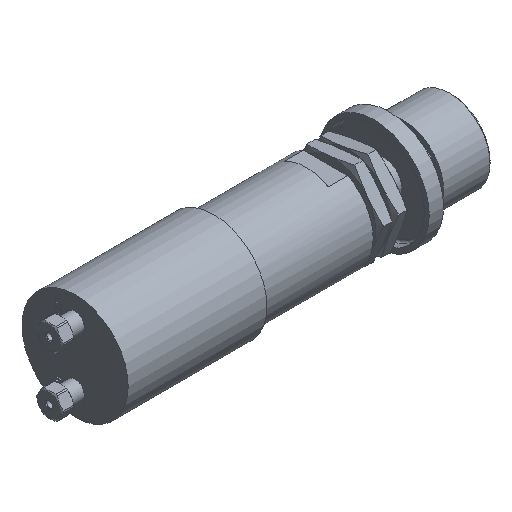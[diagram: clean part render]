
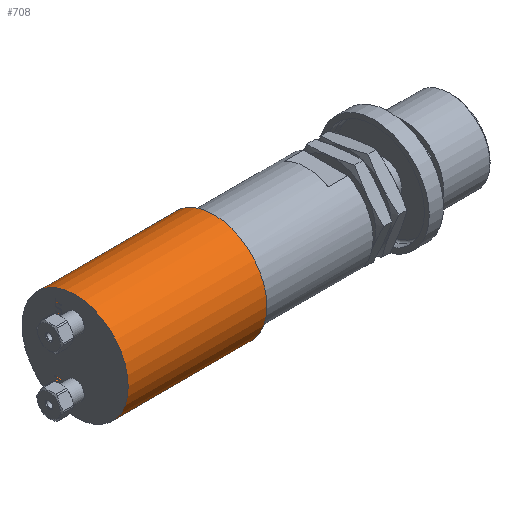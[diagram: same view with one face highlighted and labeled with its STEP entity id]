
A CAD part, isometric view. The second image highlights one B-rep face of the part: STEP entity #708.
In plain terms, the highlighted cylindrical face has radius 14.097 mm (diameter 28.194 mm), a full revolution.
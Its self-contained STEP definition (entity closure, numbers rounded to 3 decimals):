
#284=CARTESIAN_POINT('',(19.018,0.,-14.097));
#285=VERTEX_POINT('',#284);
#286=CARTESIAN_POINT('',(20.606,0.,-14.097));
#287=VERTEX_POINT('',#286);
#288=CARTESIAN_POINT('',(19.018,0.,-14.097));
#289=CARTESIAN_POINT('',(19.018,-0.1,-14.097));
#290=CARTESIAN_POINT('',(19.038,-0.206,-14.096));
#291=CARTESIAN_POINT('',(19.119,-0.402,-14.092));
#292=CARTESIAN_POINT('',(19.18,-0.491,-14.089));
#293=CARTESIAN_POINT('',(19.321,-0.632,-14.083));
#294=CARTESIAN_POINT('',(19.41,-0.693,-14.08));
#295=CARTESIAN_POINT('',(19.606,-0.774,-14.076));
#296=CARTESIAN_POINT('',(19.712,-0.794,-14.075));
#297=CARTESIAN_POINT('',(19.912,-0.794,-14.075));
#298=CARTESIAN_POINT('',(20.018,-0.774,-14.076));
#299=CARTESIAN_POINT('',(20.214,-0.693,-14.08));
#300=CARTESIAN_POINT('',(20.303,-0.632,-14.083));
#301=CARTESIAN_POINT('',(20.444,-0.491,-14.089));
#302=CARTESIAN_POINT('',(20.505,-0.402,-14.092));
#303=CARTESIAN_POINT('',(20.586,-0.206,-14.096));
#304=CARTESIAN_POINT('',(20.606,-0.1,-14.097));
#305=CARTESIAN_POINT('',(20.606,0.,-14.097));
#306=B_SPLINE_CURVE_WITH_KNOTS('',3,(#288,#289,#290,#291,#292,#293,#294,#295,#296,#297,#298,#299,#300,#301,#302,#303,#304,#305),.UNSPECIFIED.,.F.,.U.,(4,2,2,2,2,2,2,2,4),(0.12,0.15,0.179,0.209,0.239,0.269,0.299,0.329,0.359),.UNSPECIFIED.);
#307=EDGE_CURVE('',#285,#287,#306,.T.);
#309=CARTESIAN_POINT('',(20.606,0.,-14.097));
#310=CARTESIAN_POINT('',(20.606,0.1,-14.097));
#311=CARTESIAN_POINT('',(20.586,0.206,-14.096));
#312=CARTESIAN_POINT('',(20.505,0.402,-14.092));
#313=CARTESIAN_POINT('',(20.444,0.491,-14.089));
#314=CARTESIAN_POINT('',(20.303,0.632,-14.083));
#315=CARTESIAN_POINT('',(20.214,0.693,-14.08));
#316=CARTESIAN_POINT('',(20.018,0.774,-14.076));
#317=CARTESIAN_POINT('',(19.912,0.794,-14.075));
#318=CARTESIAN_POINT('',(19.812,0.794,-14.075));
#319=CARTESIAN_POINT('',(19.712,0.794,-14.075));
#320=CARTESIAN_POINT('',(19.606,0.774,-14.076));
#321=CARTESIAN_POINT('',(19.41,0.693,-14.08));
#322=CARTESIAN_POINT('',(19.321,0.632,-14.083));
#323=CARTESIAN_POINT('',(19.18,0.491,-14.089));
#324=CARTESIAN_POINT('',(19.119,0.402,-14.092));
#325=CARTESIAN_POINT('',(19.038,0.206,-14.096));
#326=CARTESIAN_POINT('',(19.018,0.1,-14.097));
#327=CARTESIAN_POINT('',(19.018,0.,-14.097));
#328=B_SPLINE_CURVE_WITH_KNOTS('',3,(#309,#310,#311,#312,#313,#314,#315,#316,#317,#318,#319,#320,#321,#322,#323,#324,#325,#326,#327),.UNSPECIFIED.,.F.,.U.,(4,2,2,2,3,2,2,2,4),(0.359,0.389,0.419,0.449,0.479,0.508,0.538,0.568,0.598),.UNSPECIFIED.);
#329=EDGE_CURVE('',#287,#285,#328,.T.);
#339=CARTESIAN_POINT('',(0.0,14.097,0.0));
#340=VERTEX_POINT('',#339);
#341=CARTESIAN_POINT('',(0.0,0.0,0.0));
#342=DIRECTION('',(1.0,0.0,0.0));
#343=DIRECTION('',(0.0,1.0,0.0));
#344=AXIS2_PLACEMENT_3D('',#341,#342,#343);
#345=CIRCLE('',#344,14.097);
#346=EDGE_CURVE('',#340,#340,#345,.T.);
#685=CARTESIAN_POINT('',(18.415,0.0,0.0));
#686=DIRECTION('',(1.0,0.0,0.0));
#687=DIRECTION('',(0.0,1.0,0.0));
#688=AXIS2_PLACEMENT_3D('',#685,#686,#687);
#689=CYLINDRICAL_SURFACE('',#688,14.097);
#690=ORIENTED_EDGE('',*,*,#346,.T.);
#691=EDGE_LOOP('',(#690));
#692=FACE_OUTER_BOUND('',#691,.T.);
#693=CARTESIAN_POINT('',(36.83,14.097,0.0));
#694=VERTEX_POINT('',#693);
#695=CARTESIAN_POINT('',(36.83,0.0,0.0));
#696=DIRECTION('',(1.0,0.0,0.0));
#697=DIRECTION('',(0.0,1.0,0.0));
#698=AXIS2_PLACEMENT_3D('',#695,#696,#697);
#699=CIRCLE('',#698,14.097);
#700=EDGE_CURVE('',#694,#694,#699,.T.);
#701=ORIENTED_EDGE('',*,*,#700,.F.);
#702=EDGE_LOOP('',(#701));
#703=FACE_BOUND('',#702,.T.);
#704=ORIENTED_EDGE('',*,*,#307,.T.);
#705=ORIENTED_EDGE('',*,*,#329,.T.);
#706=EDGE_LOOP('',(#704,#705));
#707=FACE_BOUND('',#706,.T.);
#708=ADVANCED_FACE('',(#692,#703,#707),#689,.T.);
